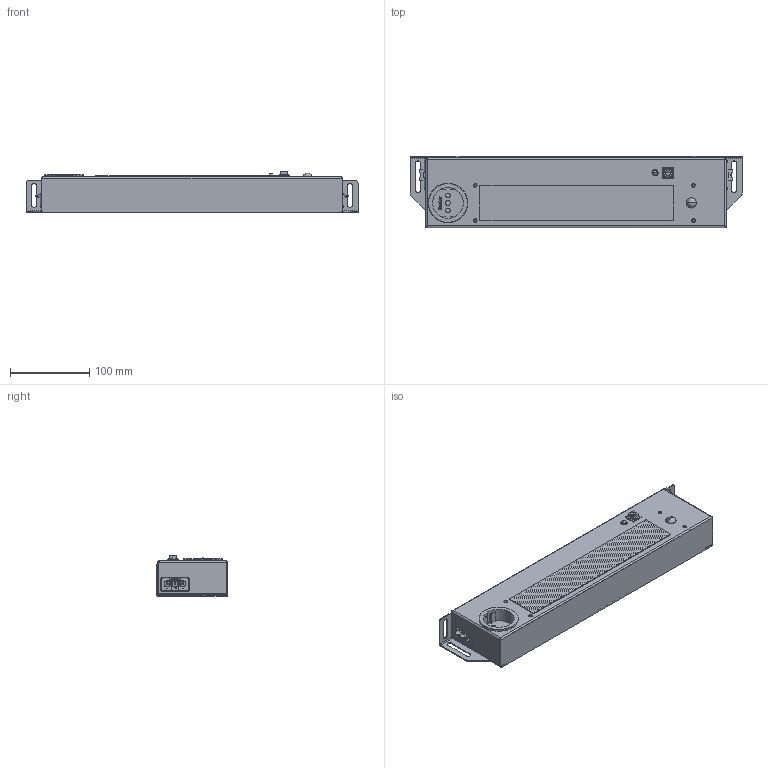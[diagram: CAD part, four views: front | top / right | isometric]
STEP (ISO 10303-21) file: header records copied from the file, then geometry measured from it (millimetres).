
FILE_DESCRIPTION((''),'2;1');
FILE_NAME('SL4905-FU-ACSH-PIR-SCRW_ASM_1_ASM','2022-06-17T10:04:07',('alexcam'),(''),'CREO PARAMETRIC BY PTC INC, 2018500','CREO PARAMETRIC BY PTC INC, 2018500','');
FILE_SCHEMA(('CONFIG_CONTROL_DESIGN'));
Products named in the file (18): SL4905-FU-HOUS-ACSH-PIR-SCRW_1; FH-M3-12_1; SL4905-FU-HOUS-ACSH-PIR-SCRW_AS_ASM; FRESNEL_DOME_PART1_1; SL4905-FU-PIR-PCB_ASM_1_ASM; BERKER_SCHUKO_PANEL_MOUNT_1; PUSH_SW_P13_1; 5MM_LED_HOLDER_1; 5MM_LED_1; WIELAND_92_032_9758_0_CAD_20STE; WIELAND_92_031_9758_0_CAD_20STE; SL4905-FU-BASE-SCREW_1; KVT_FH_M4_8_ZP_1; PEM_BSO-M3-6_1; SL4905-FU-BASE-SCREW_ASM_1_ASM; SCREW_DIN_965_M3X6_TORX_1; EXTRUDED_LENS-PTH_1010_220_1; SL4905-FU-ACSH-PIR-SCRW_ASM_1_ASM
Assembly tree (28 placements, depth 3):
  SL4905-FU-ACSH-PIR-SCRW_ASM_1_ASM
    SL4905-FU-HOUS-ACSH-PIR-SCRW_AS_ASM
      SL4905-FU-HOUS-ACSH-PIR-SCRW_1
      FH-M3-12_1  x4
    SL4905-FU-PIR-PCB_ASM_1_ASM
      FRESNEL_DOME_PART1_1
    BERKER_SCHUKO_PANEL_MOUNT_1
    PUSH_SW_P13_1
    5MM_LED_HOLDER_1
    5MM_LED_1
    WIELAND_92_032_9758_0_CAD_20STE
    WIELAND_92_031_9758_0_CAD_20STE
    SL4905-FU-BASE-SCREW_ASM_1_ASM
      SL4905-FU-BASE-SCREW_1
      KVT_FH_M4_8_ZP_1
      PEM_BSO-M3-6_1  x6
    SCREW_DIN_965_M3X6_TORX_1  x4
    EXTRUDED_LENS-PTH_1010_220_1
Bounding box: 420 x 90 x 51.75 mm (x, y, z)
Volume: 204932.3 mm3; surface area: 299168.3 mm2
Topology: 25 solids, 27 shells, 2165 faces, 5525 edges, 3438 vertices
Faces by surface type: plane 1169, cylinder 577, bspline 135, cone 114, extrusion 72, torus 66, sphere 32
Entity records: 66077 total; most frequent: CARTESIAN_POINT 22126, ORIENTED_EDGE 9368, DIRECTION 8479, EDGE_CURVE 4686, VECTOR 2975, VERTEX_POINT 2926, LINE 2903, AXIS2_PLACEMENT_3D 2752
